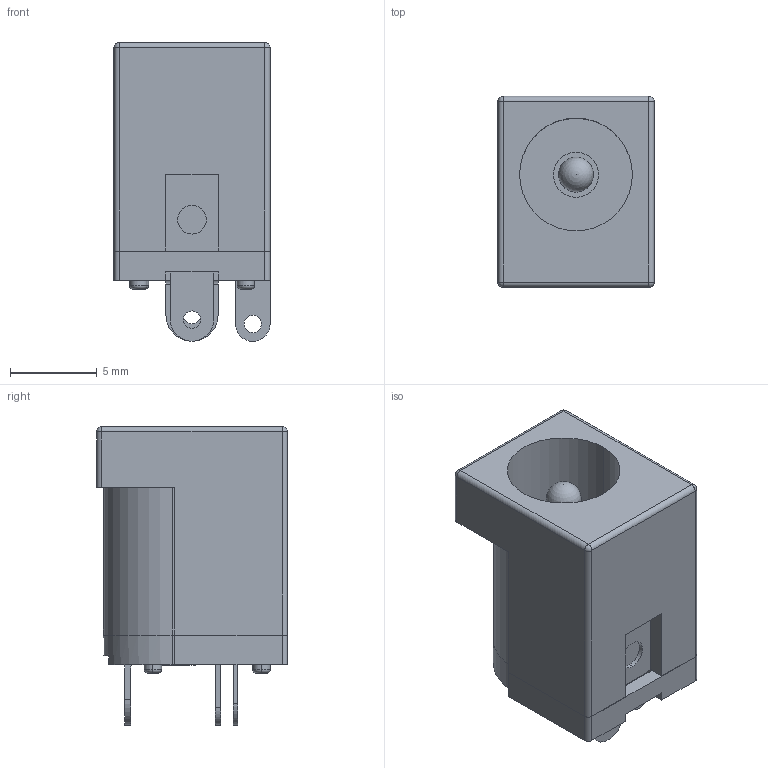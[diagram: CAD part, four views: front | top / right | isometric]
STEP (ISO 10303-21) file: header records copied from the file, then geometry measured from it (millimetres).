
FILE_DESCRIPTION (( 'STEP AP203' ), '1' );
FILE_NAME ('CUI_DEVICES_PJ-044A.step', '2019-10-20T23:26:02', ( '' ), ( '' ), 'SwSTEP 2.0', 'SolidWorks 2019', '' );
FILE_SCHEMA (( 'CONFIG_CONTROL_DESIGN' ));
Length unit declared in the file: inch
Products named in the file (1): CUI_DEVICES_PJ-044A
Bounding box: 9 x 11 x 17.2 mm (x, y, z)
Volume: 847.7 mm3; surface area: 1348.3 mm2
Topology: 5 solids, 5 shells, 142 faces, 357 edges, 227 vertices
Faces by surface type: plane 71, cylinder 54, torus 12, sphere 5
Entity records: 4314 total; most frequent: DIRECTION 773, CARTESIAN_POINT 720, ORIENTED_EDGE 702, EDGE_CURVE 351, AXIS2_PLACEMENT_3D 279, VERTEX_POINT 226, LINE 215, VECTOR 215
